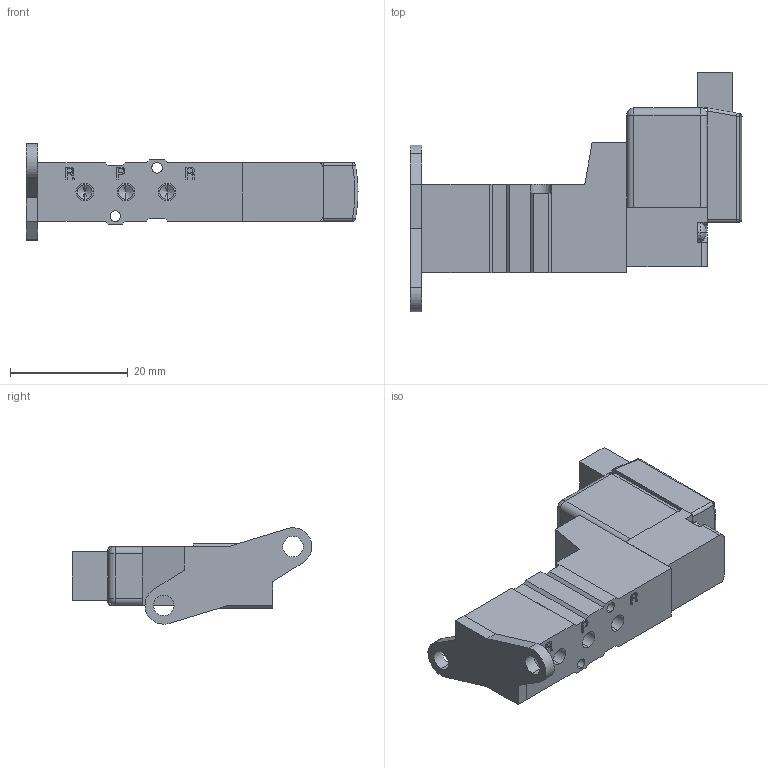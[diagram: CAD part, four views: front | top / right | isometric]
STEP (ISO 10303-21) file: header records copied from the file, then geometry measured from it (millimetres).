
FILE_DESCRIPTION (( 'STEP AP203' ), '1' );
FILE_NAME ('SYJ3120-SMO-M3-F.step.step', '2009-06-04T01:21:27', ( 'sysAdmin' ), ( 'SolidWorks' ), 'SwSTEP 2.0', 'SolidWorks 2009', '' );
FILE_SCHEMA (( 'CONFIG_CONTROL_DESIGN' ));
Length unit declared in the file: millimetre
Products named in the file (7): SYJ3120-SMO-M3-F.step_V100_V111-SMO; SYJ3120-SMO-M3-F.step_V100_1; SYJ3120-SMO-M3-F.step_SYJ3000BRACKET; SYJ3120-SMO-M3-F.step_V100 Cover_M; SYJ3120-SMO-M3-F.step_MAN-OP_Blue_P; SYJ3120-SMO-M3-F.step; SYJ3120-SMO-M3-F.step_SYJ3000VALVEBODY_SYJ3120
Assembly tree (6 placements, depth 3):
  SYJ3120-SMO-M3-F.step
    SYJ3120-SMO-M3-F.step_SYJ3000VALVEBODY_SYJ3120
    SYJ3120-SMO-M3-F.step_V100_V111-SMO
      SYJ3120-SMO-M3-F.step_V100_1
      SYJ3120-SMO-M3-F.step_V100 Cover_M
    SYJ3120-SMO-M3-F.step_SYJ3000BRACKET
    SYJ3120-SMO-M3-F.step_MAN-OP_Blue_P
Bounding box: 56.5 x 40.8 x 16.4 mm (x, y, z)
Volume: 10664.4 mm3; surface area: 6735.3 mm2
Topology: 6 solids, 6 shells, 300 faces, 744 edges, 467 vertices
Faces by surface type: plane 157, cylinder 78, bspline 38, cone 18, sphere 8, torus 1
Entity records: 11110 total; most frequent: CARTESIAN_POINT 3483, ORIENTED_EDGE 1444, DIRECTION 1355, EDGE_CURVE 722, VECTOR 485, LINE 485, VERTEX_POINT 467, AXIS2_PLACEMENT_3D 435
